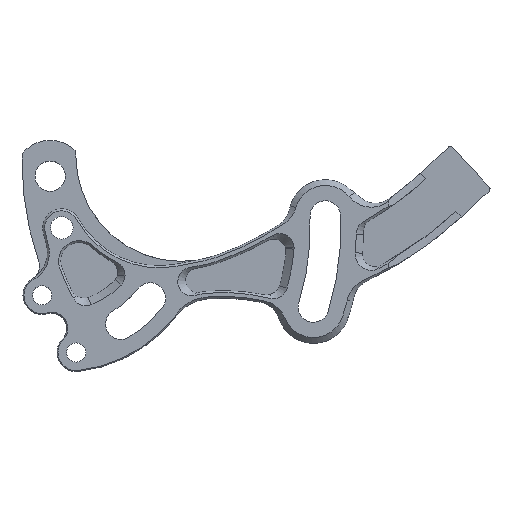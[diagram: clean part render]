
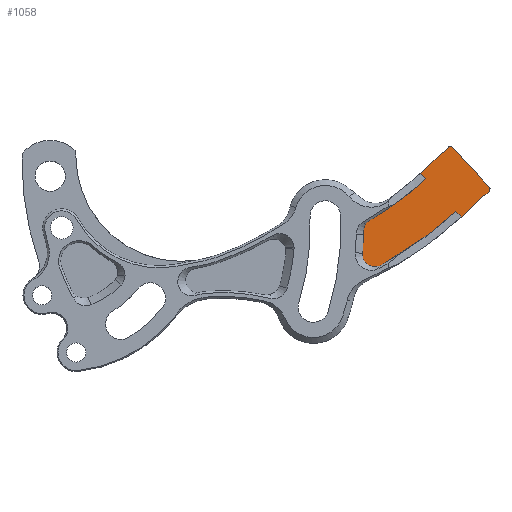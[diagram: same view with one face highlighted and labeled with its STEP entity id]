
A CAD part, top view. The second image highlights one B-rep face of the part: STEP entity #1058.
In plain terms, the highlighted planar face has unit normal (0, 0, 1).
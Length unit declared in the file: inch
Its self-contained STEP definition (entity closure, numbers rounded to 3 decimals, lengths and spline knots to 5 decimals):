
#1 = AXIS2_PLACEMENT_3D ( 'NONE', #1800, #4087, #4817 ) ;
#85 = FACE_OUTER_BOUND ( 'NONE', #3956, .T. ) ;
#98 = CARTESIAN_POINT ( 'NONE',  ( 4.21211, -0.35194, 0.157 ) ) ;
#149 = CARTESIAN_POINT ( 'NONE',  ( 4.5248, -0.10402, 0.157 ) ) ;
#179 = CARTESIAN_POINT ( 'NONE',  ( 3.60491, -1.18805, 0.157 ) ) ;
#192 = EDGE_CURVE ( 'NONE', #1255, #3979, #2206, .T. ) ;
#193 = VERTEX_POINT ( 'NONE', #522 ) ;
#201 = CARTESIAN_POINT ( 'NONE',  ( 3.6844, -0.84506, 0.157 ) ) ;
#222 = DIRECTION ( 'NONE',  ( -0.735, -0.678, 0. ) ) ;
#436 = LINE ( 'NONE', #2299, #3036 ) ;
#500 = DIRECTION ( 'NONE',  ( 1., 0., 0. ) ) ;
#522 = CARTESIAN_POINT ( 'NONE',  ( 4.93015, -0.49875, 0.157 ) ) ;
#528 = DIRECTION ( 'NONE',  ( 0., 0., 1. ) ) ;
#545 = CARTESIAN_POINT ( 'NONE',  ( 1.9047, 2.1467, 0.157 ) ) ;
#591 = DIRECTION ( 'NONE',  ( 1., 0., 0. ) ) ;
#614 = LINE ( 'NONE', #662, #3581 ) ;
#645 = CARTESIAN_POINT ( 'NONE',  ( 2.53816, -2.74851, 0.157 ) ) ;
#662 = CARTESIAN_POINT ( 'NONE',  ( 2.11413, -2.28935, 0.157 ) ) ;
#917 = DIRECTION ( 'NONE',  ( -0.678, 0.735, 0. ) ) ;
#949 = DIRECTION ( 'NONE',  ( 0., 0., 1. ) ) ;
#989 = VERTEX_POINT ( 'NONE', #1059 ) ;
#1058 = ADVANCED_FACE ( 'NONE', ( #85 ), #2697, .T. ) ;
#1059 = CARTESIAN_POINT ( 'NONE',  ( 4.63613, -0.81111, 0.157 ) ) ;
#1131 = DIRECTION ( 'NONE',  ( 0., 0., 1. ) ) ;
#1162 = CIRCLE ( 'NONE', #1, 0.03 ) ;
#1233 = DIRECTION ( 'NONE',  ( 1., 0., 0. ) ) ;
#1237 = EDGE_CURVE ( 'NONE', #4672, #3812, #4401, .T. ) ;
#1255 = VERTEX_POINT ( 'NONE', #201 ) ;
#1263 = CARTESIAN_POINT ( 'NONE',  ( 2.09798, 1.93741, 0.157 ) ) ;
#1275 = ORIENTED_EDGE ( 'NONE', *, *, #3465, .F. ) ;
#1311 = VERTEX_POINT ( 'NONE', #4790 ) ;
#1315 = EDGE_CURVE ( 'NONE', #1311, #989, #1398, .T. ) ;
#1320 = ORIENTED_EDGE ( 'NONE', *, *, #3729, .F. ) ;
#1376 = ORIENTED_EDGE ( 'NONE', *, *, #192, .F. ) ;
#1398 = LINE ( 'NONE', #645, #1815 ) ;
#1494 = LINE ( 'NONE', #1817, #4402 ) ;
#1514 = DIRECTION ( 'NONE',  ( -0.678, 0.735, 0. ) ) ;
#1516 = DIRECTION ( 'NONE',  ( 1., 0., 0. ) ) ;
#1558 = CARTESIAN_POINT ( 'NONE',  ( 0., 0., 0.157 ) ) ;
#1658 = VERTEX_POINT ( 'NONE', #4076 ) ;
#1673 = CIRCLE ( 'NONE', #3008, 0.12517 ) ;
#1783 = EDGE_CURVE ( 'NONE', #193, #2865, #1494, .T. ) ;
#1800 = CARTESIAN_POINT ( 'NONE',  ( 4.90811, -0.5191, 0.157 ) ) ;
#1815 = VECTOR ( 'NONE', #2112, 39.37008 ) ;
#1817 = CARTESIAN_POINT ( 'NONE',  ( 2.41235, 2.22772, 0.157 ) ) ;
#1879 = VERTEX_POINT ( 'NONE', #98 ) ;
#2003 = DIRECTION ( 'NONE',  ( 0., 0., -1. ) ) ;
#2112 = DIRECTION ( 'NONE',  ( -0.735, -0.678, 0. ) ) ;
#2135 = ORIENTED_EDGE ( 'NONE', *, *, #4838, .F. ) ;
#2192 = ORIENTED_EDGE ( 'NONE', *, *, #1783, .T. ) ;
#2206 = CIRCLE ( 'NONE', #4562, 3.48108 ) ;
#2281 = AXIS2_PLACEMENT_3D ( 'NONE', #1558, #1131, #3061 ) ;
#2299 = CARTESIAN_POINT ( 'NONE',  ( 2.09798, 1.93741, 0.157 ) ) ;
#2406 = AXIS2_PLACEMENT_3D ( 'NONE', #4652, #528, #4308 ) ;
#2454 = EDGE_CURVE ( 'NONE', #1311, #193, #1162, .T. ) ;
#2483 = CARTESIAN_POINT ( 'NONE',  ( 3.61587, -0.95542, 0.157 ) ) ;
#2487 = CIRCLE ( 'NONE', #4675, 0.03 ) ;
#2551 = CARTESIAN_POINT ( 'NONE',  ( 3.80194, -1.31337, 0.157 ) ) ;
#2697 = PLANE ( 'NONE',  #2281 ) ;
#2707 = AXIS2_PLACEMENT_3D ( 'NONE', #3384, #2994, #1516 ) ;
#2728 = CIRCLE ( 'NONE', #2406, 3.94608 ) ;
#2795 = LINE ( 'NONE', #1263, #4754 ) ;
#2865 = VERTEX_POINT ( 'NONE', #4448 ) ;
#2938 = VERTEX_POINT ( 'NONE', #2483 ) ;
#2994 = DIRECTION ( 'NONE',  ( 0., 0., 1. ) ) ;
#2995 = ORIENTED_EDGE ( 'NONE', *, *, #3800, .T. ) ;
#3008 = AXIS2_PLACEMENT_3D ( 'NONE', #4533, #2003, #1233 ) ;
#3036 = VECTOR ( 'NONE', #1514, 39.37008 ) ;
#3061 = DIRECTION ( 'NONE',  ( 1., 0., 0. ) ) ;
#3153 = DIRECTION ( 'NONE',  ( 0., 0., 1. ) ) ;
#3172 = CIRCLE ( 'NONE', #2707, 3.151 ) ;
#3178 = DIRECTION ( 'NONE',  ( 1., 0., 0. ) ) ;
#3315 = DIRECTION ( 'NONE',  ( -0.678, 0.735, 0. ) ) ;
#3350 = CARTESIAN_POINT ( 'NONE',  ( 4.50445, -0.08198, 0.157 ) ) ;
#3384 = CARTESIAN_POINT ( 'NONE',  ( 0.46503, -0.9236, 0.157 ) ) ;
#3465 = EDGE_CURVE ( 'NONE', #3979, #1879, #2795, .T. ) ;
#3490 = ORIENTED_EDGE ( 'NONE', *, *, #1315, .F. ) ;
#3581 = VECTOR ( 'NONE', #222, 39.37008 ) ;
#3598 = ORIENTED_EDGE ( 'NONE', *, *, #4717, .F. ) ;
#3614 = CARTESIAN_POINT ( 'NONE',  ( 4.26639, -0.41072, 0.157 ) ) ;
#3729 = EDGE_CURVE ( 'NONE', #989, #1658, #436, .T. ) ;
#3800 = EDGE_CURVE ( 'NONE', #4672, #1658, #2728, .T. ) ;
#3812 = VERTEX_POINT ( 'NONE', #179 ) ;
#3883 = ORIENTED_EDGE ( 'NONE', *, *, #4274, .T. ) ;
#3942 = ORIENTED_EDGE ( 'NONE', *, *, #4153, .T. ) ;
#3956 = EDGE_LOOP ( 'NONE', ( #1376, #2135, #3598, #4631, #2995, #1320, #3490, #4715, #2192, #3942, #3883, #1275 ) ) ;
#3979 = VERTEX_POINT ( 'NONE', #3614 ) ;
#3996 = VERTEX_POINT ( 'NONE', #3350 ) ;
#4076 = CARTESIAN_POINT ( 'NONE',  ( 4.58186, -0.75233, 0.157 ) ) ;
#4087 = DIRECTION ( 'NONE',  ( 0., 0., 1. ) ) ;
#4153 = EDGE_CURVE ( 'NONE', #2865, #3996, #2487, .T. ) ;
#4274 = EDGE_CURVE ( 'NONE', #3996, #1879, #614, .T. ) ;
#4282 = CARTESIAN_POINT ( 'NONE',  ( 3.73624, -1.19911, 0.157 ) ) ;
#4308 = DIRECTION ( 'NONE',  ( 1., 0., 0. ) ) ;
#4333 = DIRECTION ( 'NONE',  ( 0., 0., -1. ) ) ;
#4401 = CIRCLE ( 'NONE', #4707, 0.1318 ) ;
#4402 = VECTOR ( 'NONE', #3315, 39.37008 ) ;
#4448 = CARTESIAN_POINT ( 'NONE',  ( 4.54684, -0.08367, 0.157 ) ) ;
#4533 = CARTESIAN_POINT ( 'NONE',  ( 3.74103, -0.95668, 0.157 ) ) ;
#4562 = AXIS2_PLACEMENT_3D ( 'NONE', #545, #3153, #591 ) ;
#4631 = ORIENTED_EDGE ( 'NONE', *, *, #1237, .F. ) ;
#4652 = CARTESIAN_POINT ( 'NONE',  ( 1.9047, 2.1467, 0.157 ) ) ;
#4672 = VERTEX_POINT ( 'NONE', #2551 ) ;
#4675 = AXIS2_PLACEMENT_3D ( 'NONE', #149, #949, #500 ) ;
#4707 = AXIS2_PLACEMENT_3D ( 'NONE', #4282, #4333, #3178 ) ;
#4715 = ORIENTED_EDGE ( 'NONE', *, *, #2454, .T. ) ;
#4717 = EDGE_CURVE ( 'NONE', #3812, #2938, #3172, .T. ) ;
#4754 = VECTOR ( 'NONE', #917, 39.37008 ) ;
#4790 = CARTESIAN_POINT ( 'NONE',  ( 4.92847, -0.54114, 0.157 ) ) ;
#4817 = DIRECTION ( 'NONE',  ( 1., 0., 0. ) ) ;
#4838 = EDGE_CURVE ( 'NONE', #2938, #1255, #1673, .T. ) ;
